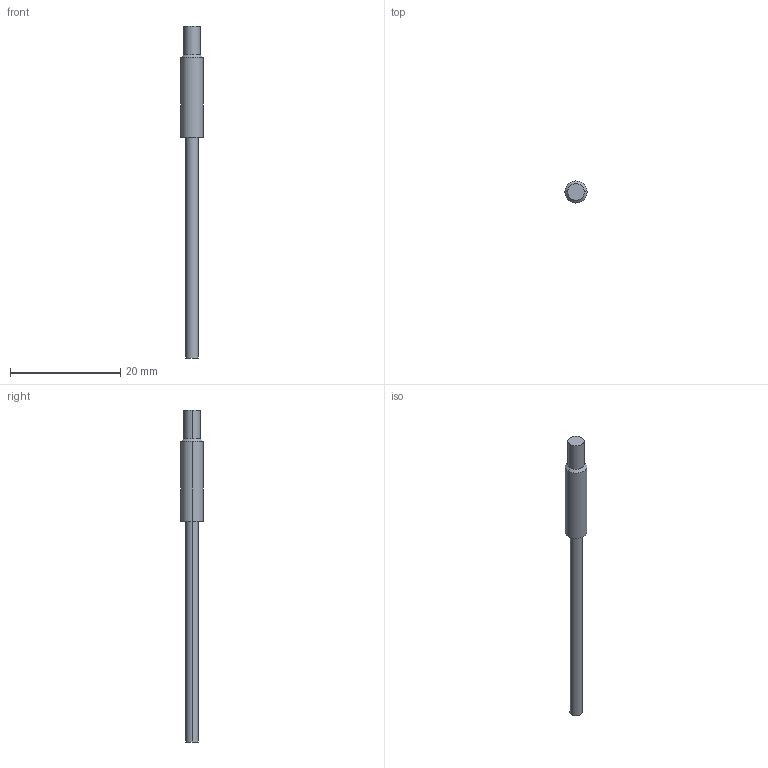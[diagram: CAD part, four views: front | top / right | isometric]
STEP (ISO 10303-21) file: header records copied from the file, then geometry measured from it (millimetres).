
FILE_DESCRIPTION (( 'STEP AP214' ), '1' );
FILE_NAME ('CF-RB6-20.step', '2018-04-12T19:31:31', ( '' ), ( '' ), 'SwSTEP 2.0', 'SolidWorks 2017', '' );
FILE_SCHEMA (( 'AUTOMOTIVE_DESIGN' ));
Length unit declared in the file: inch
Products named in the file (1): CF-RB6-20
Bounding box: 4 x 4 x 60.2 mm (x, y, z)
Volume: 375.9 mm3; surface area: 542.7 mm2
Topology: 2 solids, 2 shells, 12 faces, 20 edges, 12 vertices
Faces by surface type: cylinder 6, plane 4, cone 2
Entity records: 491 total; most frequent: DIRECTION 58, CARTESIAN_POINT 45, ORIENTED_EDGE 40, AXIS2_PLACEMENT_3D 25, EDGE_CURVE 20, DIMENSIONAL_EXPONENTS 16, LENGTH_MEASURE_WITH_UNIT 16, UNCERTAINTY_MEASURE_WITH_UNIT 16
